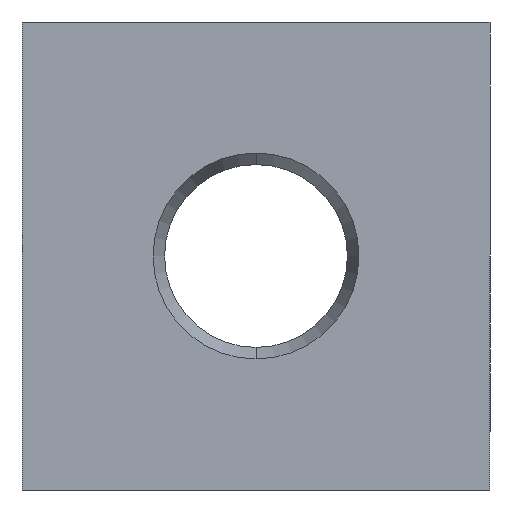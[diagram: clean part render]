
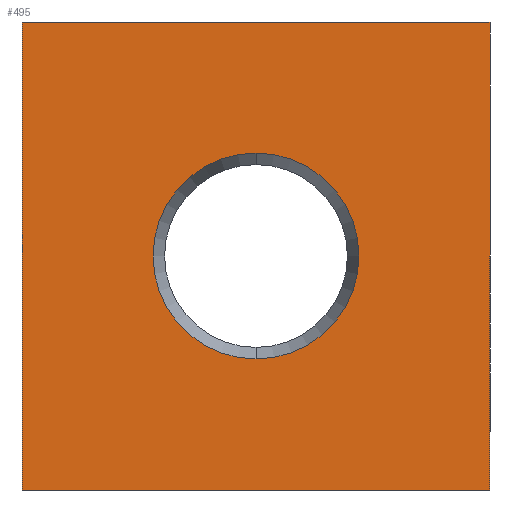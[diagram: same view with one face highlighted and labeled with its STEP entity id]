
A CAD part, front view. The second image highlights one B-rep face of the part: STEP entity #495.
In plain terms, the highlighted planar face has unit normal (0, -1, 0).
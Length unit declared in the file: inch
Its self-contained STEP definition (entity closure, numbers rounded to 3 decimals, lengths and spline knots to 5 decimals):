
#1 = VERTEX_POINT ( 'NONE', #403 ) ;
#24 = ORIENTED_EDGE ( 'NONE', *, *, #126, .F. ) ;
#51 = DIRECTION ( 'NONE',  ( 0., 1., 0. ) ) ;
#64 = CARTESIAN_POINT ( 'NONE',  ( 0., 0., 0. ) ) ;
#93 = VERTEX_POINT ( 'NONE', #353 ) ;
#106 = CARTESIAN_POINT ( 'NONE',  ( -0.5, 0., 0.5 ) ) ;
#110 = ORIENTED_EDGE ( 'NONE', *, *, #208, .F. ) ;
#126 = EDGE_CURVE ( 'NONE', #512, #322, #402, .T. ) ;
#153 = CARTESIAN_POINT ( 'NONE',  ( 0., 0., 0. ) ) ;
#168 = ORIENTED_EDGE ( 'NONE', *, *, #660, .F. ) ;
#177 = DIRECTION ( 'NONE',  ( 0., 0., -1. ) ) ;
#183 = VECTOR ( 'NONE', #448, 39.37008 ) ;
#208 = EDGE_CURVE ( 'NONE', #1, #296, #262, .T. ) ;
#222 = DIRECTION ( 'NONE',  ( 0., 0., -1. ) ) ;
#227 = CARTESIAN_POINT ( 'NONE',  ( 0.5, 0., -0.5 ) ) ;
#250 = DIRECTION ( 'NONE',  ( 0., 0., -1. ) ) ;
#262 = LINE ( 'NONE', #635, #568 ) ;
#271 = ORIENTED_EDGE ( 'NONE', *, *, #665, .F. ) ;
#278 = CARTESIAN_POINT ( 'NONE',  ( -0.5, 0., 0.5 ) ) ;
#286 = DIRECTION ( 'NONE',  ( 0., -1., 0. ) ) ;
#289 = VECTOR ( 'NONE', #605, 39.37008 ) ;
#296 = VERTEX_POINT ( 'NONE', #106 ) ;
#316 = VECTOR ( 'NONE', #222, 39.37008 ) ;
#322 = VERTEX_POINT ( 'NONE', #324 ) ;
#324 = CARTESIAN_POINT ( 'NONE',  ( 0., 0., -0.22 ) ) ;
#335 = EDGE_LOOP ( 'NONE', ( #110, #168, #394, #543 ) ) ;
#353 = CARTESIAN_POINT ( 'NONE',  ( 0.5, 0., -0.5 ) ) ;
#360 = DIRECTION ( 'NONE',  ( 0., -1., 0. ) ) ;
#364 = DIRECTION ( 'NONE',  ( 0., 0., 1. ) ) ;
#381 = LINE ( 'NONE', #227, #316 ) ;
#392 = LINE ( 'NONE', #661, #289 ) ;
#394 = ORIENTED_EDGE ( 'NONE', *, *, #614, .F. ) ;
#400 = AXIS2_PLACEMENT_3D ( 'NONE', #587, #51, #482 ) ;
#402 = CIRCLE ( 'NONE', #538, 0.22 ) ;
#403 = CARTESIAN_POINT ( 'NONE',  ( -0.5, 0., -0.5 ) ) ;
#418 = CARTESIAN_POINT ( 'NONE',  ( 0., 0., 0.22 ) ) ;
#433 = LINE ( 'NONE', #278, #183 ) ;
#448 = DIRECTION ( 'NONE',  ( 1., 0., 0. ) ) ;
#482 = DIRECTION ( 'NONE',  ( 0., 0., 1. ) ) ;
#495 = ADVANCED_FACE ( 'NONE', ( #521, #539 ), #685, .F. ) ;
#496 = CARTESIAN_POINT ( 'NONE',  ( 0.5, 0., 0.5 ) ) ;
#512 = VERTEX_POINT ( 'NONE', #418 ) ;
#521 = FACE_BOUND ( 'NONE', #569, .T. ) ;
#538 = AXIS2_PLACEMENT_3D ( 'NONE', #153, #360, #250 ) ;
#539 = FACE_OUTER_BOUND ( 'NONE', #335, .T. ) ;
#543 = ORIENTED_EDGE ( 'NONE', *, *, #571, .F. ) ;
#547 = CIRCLE ( 'NONE', #679, 0.22 ) ;
#568 = VECTOR ( 'NONE', #364, 39.37008 ) ;
#569 = EDGE_LOOP ( 'NONE', ( #271, #24 ) ) ;
#571 = EDGE_CURVE ( 'NONE', #296, #591, #433, .T. ) ;
#587 = CARTESIAN_POINT ( 'NONE',  ( -0.5, 0., 0.5 ) ) ;
#591 = VERTEX_POINT ( 'NONE', #496 ) ;
#605 = DIRECTION ( 'NONE',  ( -1., 0., 0. ) ) ;
#614 = EDGE_CURVE ( 'NONE', #591, #93, #381, .T. ) ;
#635 = CARTESIAN_POINT ( 'NONE',  ( -0.5, 0., -0.5 ) ) ;
#660 = EDGE_CURVE ( 'NONE', #93, #1, #392, .T. ) ;
#661 = CARTESIAN_POINT ( 'NONE',  ( -0.5, 0., -0.5 ) ) ;
#665 = EDGE_CURVE ( 'NONE', #322, #512, #547, .T. ) ;
#679 = AXIS2_PLACEMENT_3D ( 'NONE', #64, #286, #177 ) ;
#685 = PLANE ( 'NONE',  #400 ) ;
